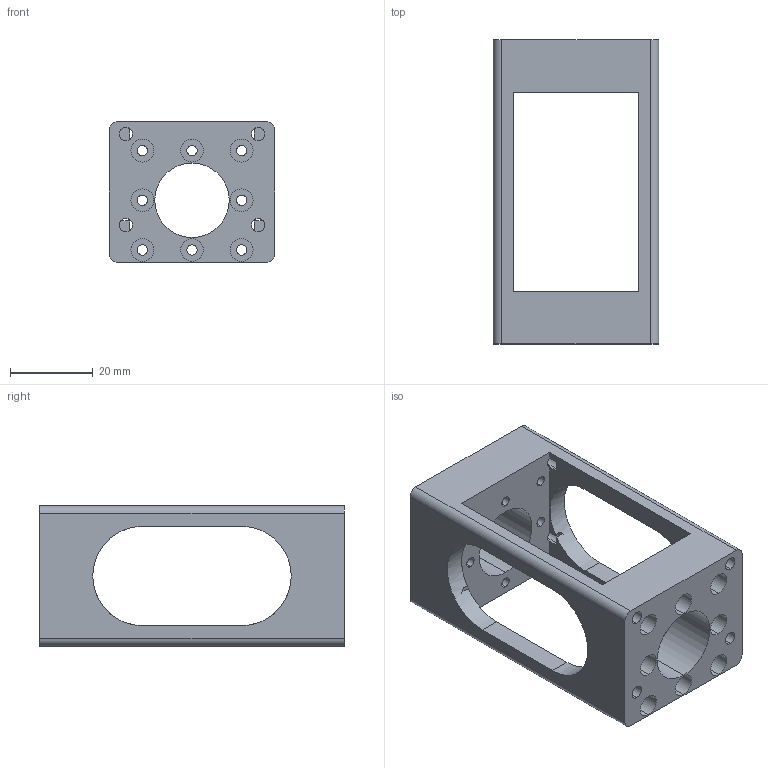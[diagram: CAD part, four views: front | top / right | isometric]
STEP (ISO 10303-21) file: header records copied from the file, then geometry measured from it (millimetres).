
FILE_DESCRIPTION (( 'STEP AP203' ), '1' );
FILE_NAME ('舵机固定（数量2，3.2孔攻M4螺纹）.STEP', '2021-09-16T03:02:38', ( '' ), ( '' ), 'SwSTEP 2.0', 'SolidWorks 2018', '' );
FILE_SCHEMA (( 'CONFIG_CONTROL_DESIGN' ));
Length unit declared in the file: millimetre
Products named in the file (1): 舵机固定（数量2，3.2孔攻M4螺纹）
Bounding box: 40 x 73.5 x 34 mm (x, y, z)
Volume: 29353.3 mm3; surface area: 16972.1 mm2
Topology: 1 solids, 1 shells, 134 faces, 378 edges, 252 vertices
Faces by surface type: cylinder 94, plane 40
Entity records: 4671 total; most frequent: DIRECTION 844, CARTESIAN_POINT 813, ORIENTED_EDGE 756, EDGE_CURVE 378, AXIS2_PLACEMENT_3D 339, VERTEX_POINT 252, CIRCLE 204, EDGE_LOOP 198
